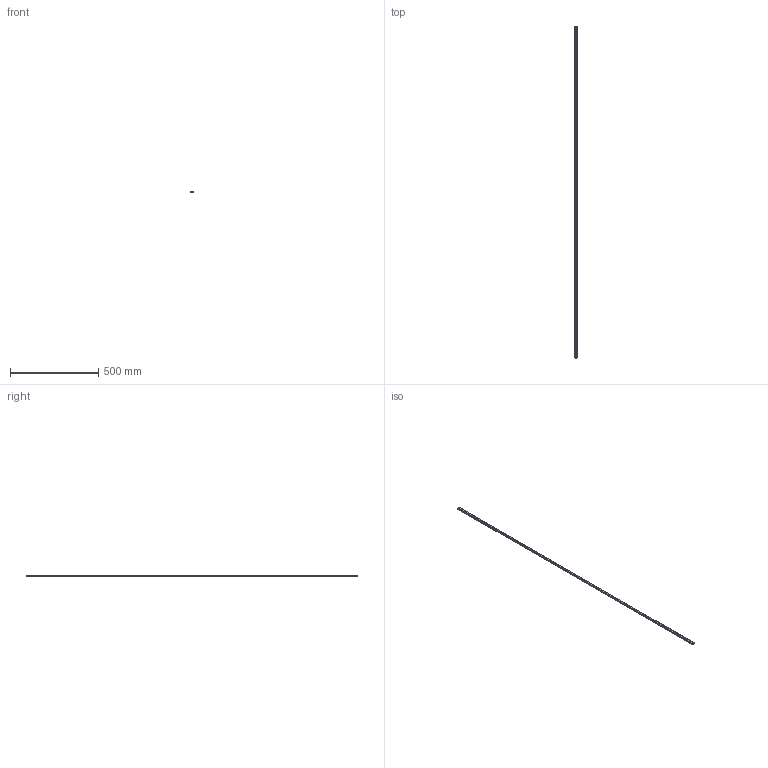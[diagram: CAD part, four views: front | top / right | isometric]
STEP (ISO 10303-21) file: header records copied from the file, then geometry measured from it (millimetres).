
FILE_DESCRIPTION(('STEP AP214'),'1');
FILE_NAME('cctmp_6B2F78AB-5AB4-4661-BCC3-2640F055DE25_2021_02_18_16_03_38_0036..stp','2021-02-18T15:03:38',('HIWIN GmbH'),('CADClick - www.CADClick.com'),'Spatial InterOp 3D',' ','unknown authorization');
FILE_SCHEMA(('AUTOMOTIVE_DESIGN'));
Length unit declared in the file: millimetre
Products named in the file (1): MGNR12R1885CM_FILE
Bounding box: 12 x 1885 x 8 mm (x, y, z)
Volume: 161356 mm3; surface area: 93798.8 mm2
Topology: 1 solids, 1 shells, 779 faces, 1635 edges, 1090 vertices
Faces by surface type: cylinder 472, plane 307
Entity records: 27529 total; most frequent: DIRECTION 4139, CARTESIAN_POINT 3505, ORIENTED_EDGE 3270, AXIS2_PLACEMENT_3D 1724, EDGE_CURVE 1635, VERTEX_POINT 1090, EDGE_LOOP 1011, CIRCLE 944
